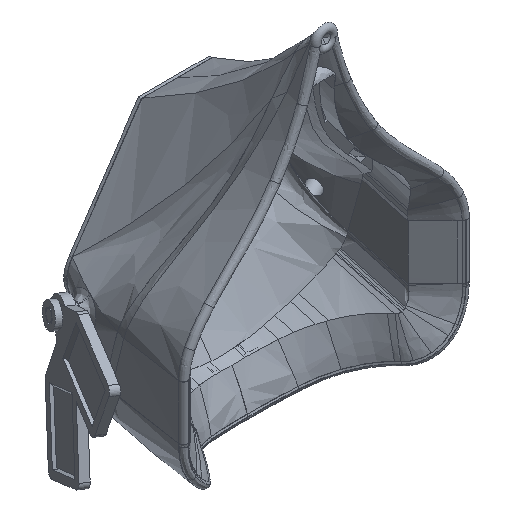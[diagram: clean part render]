
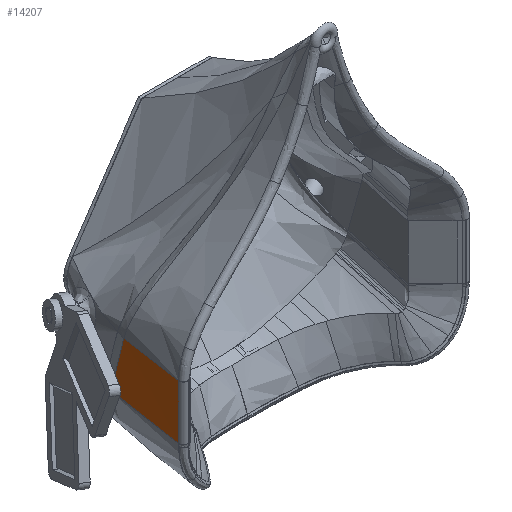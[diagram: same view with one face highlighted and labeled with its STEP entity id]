
A CAD part, isometric view. The second image highlights one B-rep face of the part: STEP entity #14207.
In plain terms, the highlighted free-form (B-spline) face has degree [3, 1] with [9, 2] control points.
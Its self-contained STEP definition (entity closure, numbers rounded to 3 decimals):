
#1129=FACE_OUTER_BOUND('',#1959,.T.);
#1959=EDGE_LOOP('',(#11202,#11203,#11204,#11205));
#2669=LINE('',#90920,#3471);
#3471=VECTOR('',#15656,10.);
#4097=B_SPLINE_CURVE_WITH_KNOTS('',3,(#19911,#19912,#19913,#19914,#19915,
#19916,#19917),.UNSPECIFIED.,.F.,.F.,(4,3,4),(-2.995,-1.867,
-1.021),.UNSPECIFIED.);
#4237=B_SPLINE_CURVE_WITH_KNOTS('',3,(#23614,#23615,#23616,#23617,#23618,
#23619),.UNSPECIFIED.,.F.,.F.,(4,2,4),(-2.291,-1.133,
-0.006),.UNSPECIFIED.);
#4877=B_SPLINE_CURVE_WITH_KNOTS('',3,(#90910,#90911,#90912,#90913,#90914,
#90915,#90916,#90917,#90918,#90919),.UNSPECIFIED.,.F.,.F.,(4,3,3,4),(-2.66,
-2.155,-1.092,0.),.UNSPECIFIED.);
#5343=VERTEX_POINT('',#19879);
#5345=VERTEX_POINT('',#19910);
#5522=VERTEX_POINT('',#23613);
#5986=VERTEX_POINT('',#90909);
#6781=EDGE_CURVE('',#5345,#5343,#4097,.T.);
#7043=EDGE_CURVE('',#5522,#5345,#4237,.T.);
#7849=EDGE_CURVE('',#5986,#5343,#4877,.F.);
#7850=EDGE_CURVE('',#5986,#5522,#2669,.T.);
#11202=ORIENTED_EDGE('',*,*,#7849,.F.);
#11203=ORIENTED_EDGE('',*,*,#7850,.T.);
#11204=ORIENTED_EDGE('',*,*,#7043,.T.);
#11205=ORIENTED_EDGE('',*,*,#6781,.T.);
#13626=B_SPLINE_SURFACE_WITH_KNOTS('',3,1,((#90891,#90892),(#90893,#90894),
(#90895,#90896),(#90897,#90898),(#90899,#90900),(#90901,#90902),(#90903,
#90904),(#90905,#90906),(#90907,#90908)),.UNSPECIFIED.,.F.,.F.,.F.,(4,2,
3,4),(2,2),(-2.291,-1.133,-0.006,1.369),
(-6.067,2.28),.UNSPECIFIED.);
#14207=ADVANCED_FACE('',(#1129),#13626,.F.);
#15656=DIRECTION('',(0.,0.,1.));
#19879=CARTESIAN_POINT('',(-46.244,25.86,-19.));
#19910=CARTESIAN_POINT('',(-47.118,20.614,0.));
#19911=CARTESIAN_POINT('Ctrl Pts',(-47.118,20.614,0.));
#19912=CARTESIAN_POINT('Ctrl Pts',(-46.956,21.615,-3.627));
#19913=CARTESIAN_POINT('Ctrl Pts',(-46.791,22.617,-7.255));
#19914=CARTESIAN_POINT('Ctrl Pts',(-46.624,23.616,-10.872));
#19915=CARTESIAN_POINT('Ctrl Pts',(-46.499,24.365,-13.584));
#19916=CARTESIAN_POINT('Ctrl Pts',(-46.372,25.112,-16.291));
#19917=CARTESIAN_POINT('Ctrl Pts',(-46.244,25.86,-19.));
#23613=CARTESIAN_POINT('',(-50.398,-1.986,0.));
#23614=CARTESIAN_POINT('Ctrl Pts',(-50.398,-1.986,
0.));
#23615=CARTESIAN_POINT('Ctrl Pts',(-49.901,1.819,0.));
#23616=CARTESIAN_POINT('Ctrl Pts',(-49.371,5.682,0.));
#23617=CARTESIAN_POINT('Ctrl Pts',(-48.285,13.189,0.));
#23618=CARTESIAN_POINT('Ctrl Pts',(-47.719,16.905,0.));
#23619=CARTESIAN_POINT('Ctrl Pts',(-47.118,20.614,0.));
#90891=CARTESIAN_POINT('Ctrl Pts',(-50.398,-1.986,
-79.668));
#90892=CARTESIAN_POINT('Ctrl Pts',(-50.398,-1.986,
3.8));
#90893=CARTESIAN_POINT('Ctrl Pts',(-49.901,1.819,-79.668));
#90894=CARTESIAN_POINT('Ctrl Pts',(-49.901,1.819,3.8));
#90895=CARTESIAN_POINT('Ctrl Pts',(-49.371,5.682,-79.668));
#90896=CARTESIAN_POINT('Ctrl Pts',(-49.371,5.682,3.8));
#90897=CARTESIAN_POINT('Ctrl Pts',(-48.285,13.189,-79.668));
#90898=CARTESIAN_POINT('Ctrl Pts',(-48.285,13.189,3.8));
#90899=CARTESIAN_POINT('Ctrl Pts',(-47.719,16.905,-79.668));
#90900=CARTESIAN_POINT('Ctrl Pts',(-47.719,16.905,3.8));
#90901=CARTESIAN_POINT('Ctrl Pts',(-47.118,20.614,-79.668));
#90902=CARTESIAN_POINT('Ctrl Pts',(-47.118,20.614,3.8));
#90903=CARTESIAN_POINT('Ctrl Pts',(-46.386,25.137,-79.668));
#90904=CARTESIAN_POINT('Ctrl Pts',(-46.386,25.137,3.8));
#90905=CARTESIAN_POINT('Ctrl Pts',(-45.619,29.54,-79.668));
#90906=CARTESIAN_POINT('Ctrl Pts',(-45.619,29.54,3.8));
#90907=CARTESIAN_POINT('Ctrl Pts',(-44.781,34.044,-79.668));
#90908=CARTESIAN_POINT('Ctrl Pts',(-44.781,34.044,3.8));
#90909=CARTESIAN_POINT('',(-50.398,-1.986,-19.));
#90910=CARTESIAN_POINT('Ctrl Pts',(-46.244,25.86,-19.));
#90911=CARTESIAN_POINT('Ctrl Pts',(-46.542,24.121,-19.));
#90912=CARTESIAN_POINT('Ctrl Pts',(-46.833,22.376,-19.));
#90913=CARTESIAN_POINT('Ctrl Pts',(-47.118,20.614,-19.));
#90914=CARTESIAN_POINT('Ctrl Pts',(-47.719,16.905,-19.));
#90915=CARTESIAN_POINT('Ctrl Pts',(-48.285,13.189,-19.));
#90916=CARTESIAN_POINT('Ctrl Pts',(-48.821,9.487,-19.));
#90917=CARTESIAN_POINT('Ctrl Pts',(-49.371,5.682,-19.));
#90918=CARTESIAN_POINT('Ctrl Pts',(-49.901,1.819,-19.));
#90919=CARTESIAN_POINT('Ctrl Pts',(-50.398,-1.986,
-19.));
#90920=CARTESIAN_POINT('',(-50.398,-1.986,-19.));
